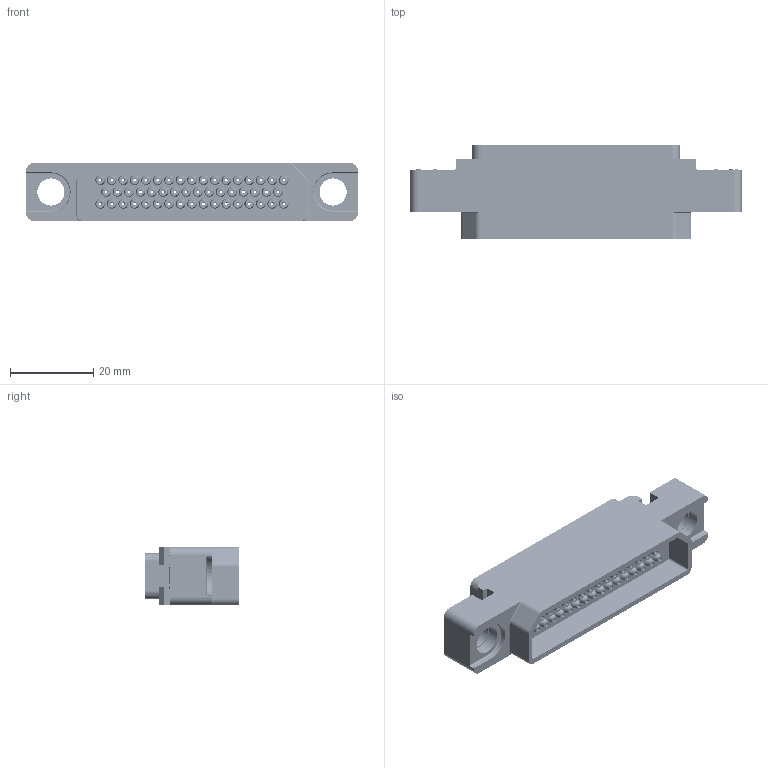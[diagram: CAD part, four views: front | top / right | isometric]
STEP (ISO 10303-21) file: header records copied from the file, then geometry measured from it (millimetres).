
FILE_DESCRIPTION((''),'2;1');
FILE_NAME('1900ND01P1X00C','2019-10-25T',('presta_be4'),(''),'CREO PARAMETRIC BY PTC INC, 2018360','CREO PARAMETRIC BY PTC INC, 2018360','');
FILE_SCHEMA(('CONFIG_CONTROL_DESIGN'));
Products named in the file (1): 1900ND01P1X00C
Bounding box: 80 x 22.77 x 14 mm (x, y, z)
Volume: 11567.7 mm3; surface area: 12434.7 mm2
Topology: 1 solids, 1 shells, 4813 faces, 11009 edges, 6518 vertices
Faces by surface type: plane 1565, cylinder 1302, torus 1112, cone 804, bspline 30
Entity records: 135768 total; most frequent: DIRECTION 25639, CARTESIAN_POINT 23521, ORIENTED_EDGE 22018, EDGE_CURVE 11009, AXIS2_PLACEMENT_3D 9911, VERTEX_POINT 6518, VECTOR 5817, LINE 5817
